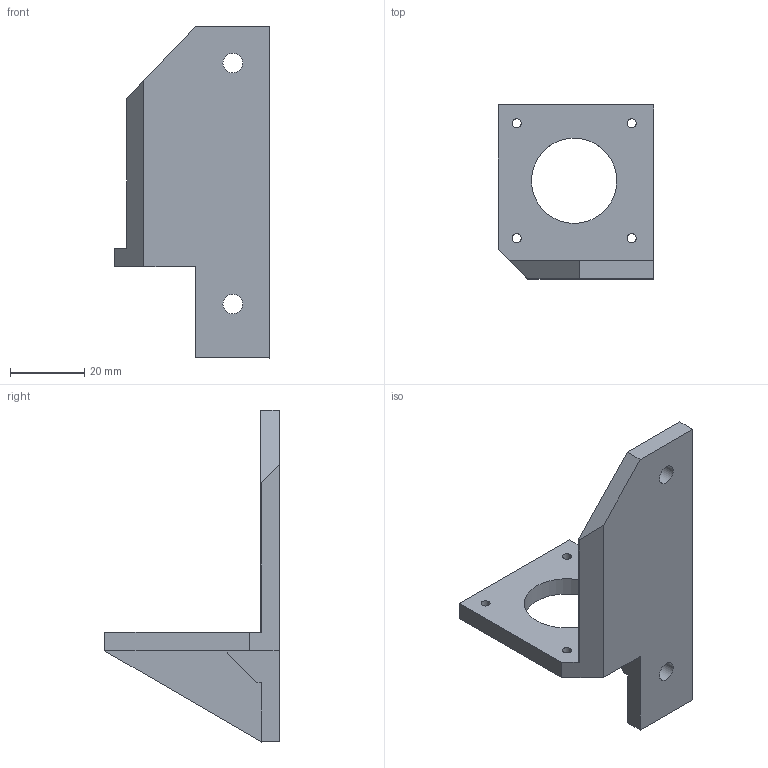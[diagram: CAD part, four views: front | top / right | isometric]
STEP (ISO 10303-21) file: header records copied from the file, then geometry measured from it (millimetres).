
FILE_DESCRIPTION(/* description */ (''),/* implementation_level */ '2;1');
FILE_NAME(/* name */ 'A_Motor_Mount.step',/* time_stamp */ '2022-04-09T15:31:41-06:00',/* author */ (''),/* organization */ (''),/* preprocessor_version */ 'ST-DEVELOPER v18.1',/* originating_system */ 'Autodesk Translation Framework v10.14.0.1471',/* authorisation */ '');
FILE_SCHEMA (('AUTOMOTIVE_DESIGN { 1 0 10303 214 3 1 1 }'));
Length unit declared in the file: millimetre
Products named in the file (1): A_Motor_Mount
Bounding box: 42 x 47 x 89.55 mm (x, y, z)
Volume: 22036.9 mm3; surface area: 11417.9 mm2
Topology: 1 solids, 1 shells, 32 faces, 88 edges, 58 vertices
Faces by surface type: plane 25, cylinder 7
Full cylindrical faces by diameter (mm): 2.46 x4, 5.3 x2, 23 x1
Entity records: 1078 total; most frequent: CARTESIAN_POINT 179, ORIENTED_EDGE 176, DIRECTION 168, EDGE_CURVE 88, LINE 74, VECTOR 74, VERTEX_POINT 58, AXIS2_PLACEMENT_3D 47
